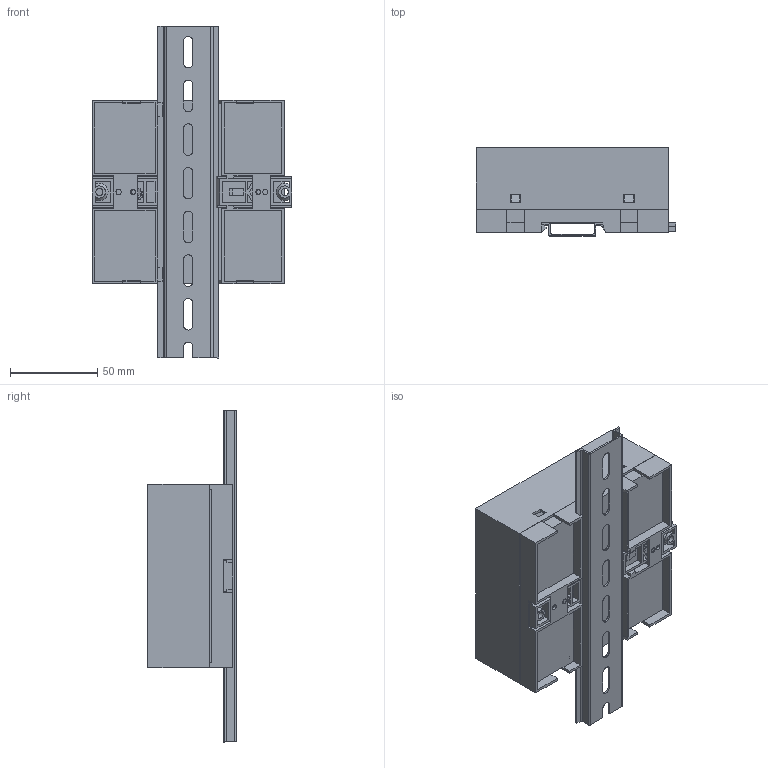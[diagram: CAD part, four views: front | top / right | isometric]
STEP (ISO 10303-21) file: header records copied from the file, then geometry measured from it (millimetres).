
FILE_DESCRIPTION (( 'STEP AP214' ), '1' );
FILE_NAME ('CEC-105.STEP', '2024-02-24T07:12:05', ( '' ), ( '' ), 'SwSTEP 2.0', 'SolidWorks 2017', '' );
FILE_SCHEMA (( 'AUTOMOTIVE_DESIGN' ));
Length unit declared in the file: millimetre
Products named in the file (10): CECP-105^CEB-105; Clip-Small; Clip-Big; BasePCB-CEBP-105-01; Body-105; Screw-smallest; TopCover-CECC-105; CEC-105; Rail-35-190mm; Screw-small
Assembly tree (13 placements, depth 2):
  CEC-105
    Body-105
    Clip-Big
    Clip-Small
    BasePCB-CEBP-105-01
    Screw-small  x2
    Rail-35-190mm
    TopCover-CECC-105
    CECP-105^CEB-105
    Screw-smallest  x4
Bounding box: 114.3 x 50.55 x 190 mm (x, y, z)
Volume: 111683.1 mm3; surface area: 156947.2 mm2
Topology: 13 solids, 13 shells, 670 faces, 1832 edges, 1190 vertices
Faces by surface type: plane 478, cylinder 114, cone 40, torus 22, bspline 16
Entity records: 18436 total; most frequent: CARTESIAN_POINT 3442, ORIENTED_EDGE 3124, DIRECTION 2870, EDGE_CURVE 1562, VECTOR 1284, LINE 1284, VERTEX_POINT 1023, AXIS2_PLACEMENT_3D 793
